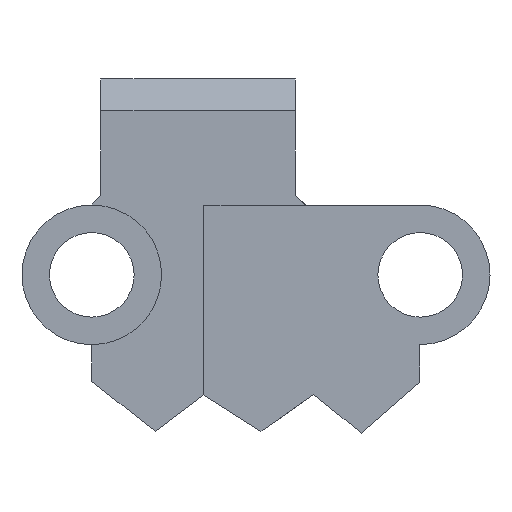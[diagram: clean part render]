
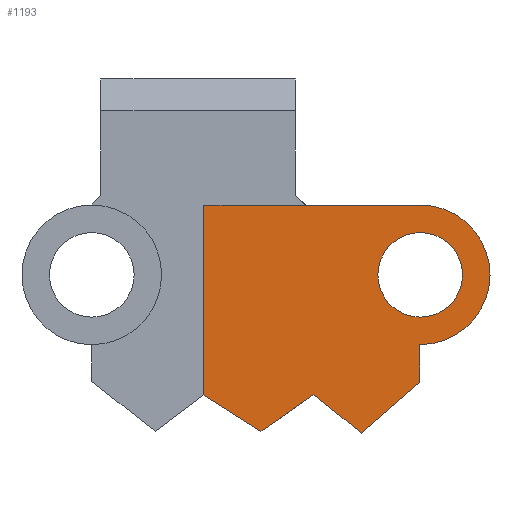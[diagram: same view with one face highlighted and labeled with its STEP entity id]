
A CAD part, front view. The second image highlights one B-rep face of the part: STEP entity #1193.
In plain terms, the highlighted planar face has unit normal (0, -1, 0).
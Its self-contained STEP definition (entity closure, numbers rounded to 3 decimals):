
#27=FACE_BOUND('',#177,.T.);
#29=CIRCLE('',#1234,3.3);
#47=CIRCLE('',#1296,2.);
#109=FACE_OUTER_BOUND('',#176,.T.);
#176=EDGE_LOOP('',(#1015,#1016,#1017,#1018,#1019,#1020,#1021,#1022));
#177=EDGE_LOOP('',(#1023));
#212=LINE('',#1685,#355);
#287=LINE('',#1865,#430);
#310=LINE('',#1929,#453);
#312=LINE('',#1933,#455);
#313=LINE('',#1935,#456);
#316=LINE('',#1941,#459);
#317=LINE('',#1943,#460);
#355=VECTOR('',#1352,10.);
#430=VECTOR('',#1507,10.);
#453=VECTOR('',#1580,10.);
#455=VECTOR('',#1584,10.);
#456=VECTOR('',#1587,10.);
#459=VECTOR('',#1592,10.);
#460=VECTOR('',#1595,10.);
#493=VERTEX_POINT('',#1682);
#494=VERTEX_POINT('',#1684);
#495=VERTEX_POINT('',#1688);
#558=VERTEX_POINT('',#1862);
#559=VERTEX_POINT('',#1864);
#574=VERTEX_POINT('',#1923);
#575=VERTEX_POINT('',#1927);
#576=VERTEX_POINT('',#1931);
#578=VERTEX_POINT('',#1939);
#606=EDGE_CURVE('',#493,#494,#212,.T.);
#608=EDGE_CURVE('',#494,#495,#29,.T.);
#696=EDGE_CURVE('',#558,#559,#287,.T.);
#726=EDGE_CURVE('',#574,#574,#47,.T.);
#729=EDGE_CURVE('',#575,#558,#310,.T.);
#731=EDGE_CURVE('',#576,#575,#312,.T.);
#732=EDGE_CURVE('',#495,#576,#313,.T.);
#735=EDGE_CURVE('',#578,#493,#316,.T.);
#736=EDGE_CURVE('',#559,#578,#317,.T.);
#1015=ORIENTED_EDGE('',*,*,#736,.F.);
#1016=ORIENTED_EDGE('',*,*,#696,.F.);
#1017=ORIENTED_EDGE('',*,*,#729,.F.);
#1018=ORIENTED_EDGE('',*,*,#731,.F.);
#1019=ORIENTED_EDGE('',*,*,#732,.F.);
#1020=ORIENTED_EDGE('',*,*,#608,.F.);
#1021=ORIENTED_EDGE('',*,*,#606,.F.);
#1022=ORIENTED_EDGE('',*,*,#735,.F.);
#1023=ORIENTED_EDGE('',*,*,#726,.F.);
#1132=PLANE('',#1301);
#1193=ADVANCED_FACE('',(#109,#27),#1132,.F.);
#1234=AXIS2_PLACEMENT_3D('',#1689,#1356,#1357);
#1296=AXIS2_PLACEMENT_3D('',#1924,#1574,#1575);
#1301=AXIS2_PLACEMENT_3D('',#1942,#1593,#1594);
#1352=DIRECTION('',(1.,0.,0.));
#1356=DIRECTION('center_axis',(0.,1.,0.));
#1357=DIRECTION('ref_axis',(1.,0.,0.));
#1507=DIRECTION('',(-0.82,0.,-0.573));
#1574=DIRECTION('center_axis',(0.,-1.,0.));
#1575=DIRECTION('ref_axis',(-1.,0.,0.));
#1580=DIRECTION('',(-0.776,0.,0.631));
#1584=DIRECTION('',(-0.757,0.,-0.654));
#1587=DIRECTION('',(0.,0.,-1.));
#1592=DIRECTION('',(0.,0.,1.));
#1593=DIRECTION('center_axis',(0.,1.,0.));
#1594=DIRECTION('ref_axis',(0.,0.,1.));
#1595=DIRECTION('',(-0.843,0.,0.538));
#1682=CARTESIAN_POINT('',(-10.223,-23.5,3.3));
#1684=CARTESIAN_POINT('',(0.,-23.5,3.3));
#1685=CARTESIAN_POINT('',(-10.223,-23.5,3.3));
#1688=CARTESIAN_POINT('',(-0.017,-23.5,-3.3));
#1689=CARTESIAN_POINT('Origin',(0.,-23.5,0.));
#1862=CARTESIAN_POINT('',(-5.033,-23.5,-5.657));
#1864=CARTESIAN_POINT('',(-7.528,-23.5,-7.4));
#1865=CARTESIAN_POINT('',(-5.033,-23.5,-5.657));
#1923=CARTESIAN_POINT('',(2.,-23.5,0.));
#1924=CARTESIAN_POINT('Origin',(0.,-23.5,0.));
#1927=CARTESIAN_POINT('',(-2.793,-23.5,-7.478));
#1929=CARTESIAN_POINT('',(-2.793,-23.5,-7.478));
#1931=CARTESIAN_POINT('',(-0.017,-23.5,-5.079));
#1933=CARTESIAN_POINT('',(-0.017,-23.5,-5.079));
#1935=CARTESIAN_POINT('',(-0.017,-23.5,-3.3));
#1939=CARTESIAN_POINT('',(-10.223,-23.5,-5.678));
#1941=CARTESIAN_POINT('',(-10.223,-23.5,-0.037));
#1942=CARTESIAN_POINT('Origin',(-3.462,-23.5,-2.089));
#1943=CARTESIAN_POINT('',(-7.528,-23.5,-7.4));
